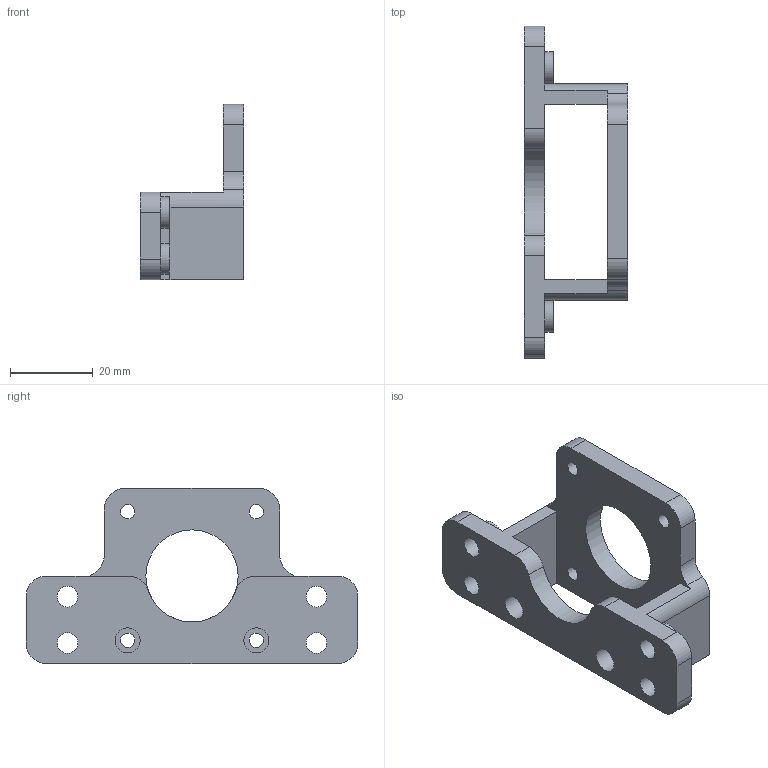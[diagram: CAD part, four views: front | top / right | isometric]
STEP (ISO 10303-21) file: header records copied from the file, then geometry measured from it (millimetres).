
FILE_DESCRIPTION(/* description */ (''),/* implementation_level */ '2;1');
FILE_NAME(/* name */ 'stepper mount.step',/* time_stamp */ '2018-02-10T14:28:11-05:00',/* author */ ('oliver.lewis.art'),/* organization */ (''),/* preprocessor_version */ 'ST-DEVELOPER v16.13',/* originating_system */ 'Autodesk Translation Framework v6.5.0.72',/* authorisation */ '');
FILE_SCHEMA (('AUTOMOTIVE_DESIGN { 1 0 10303 214 3 1 1 }'));
Length unit declared in the file: millimetre
Products named in the file (1): stepper mount
Bounding box: 25 x 80 x 42.3 mm (x, y, z)
Volume: 17893 mm3; surface area: 10252.6 mm2
Topology: 1 solids, 1 shells, 66 faces, 191 edges, 126 vertices
Faces by surface type: cylinder 34, plane 32
Full cylindrical faces by diameter (mm): 3.5 x4, 5 x4, 6 x2, 22.25 x1
Entity records: 2306 total; most frequent: DIRECTION 403, ORIENTED_EDGE 390, CARTESIAN_POINT 388, EDGE_CURVE 195, AXIS2_PLACEMENT_3D 141, VERTEX_POINT 126, LINE 121, VECTOR 121
